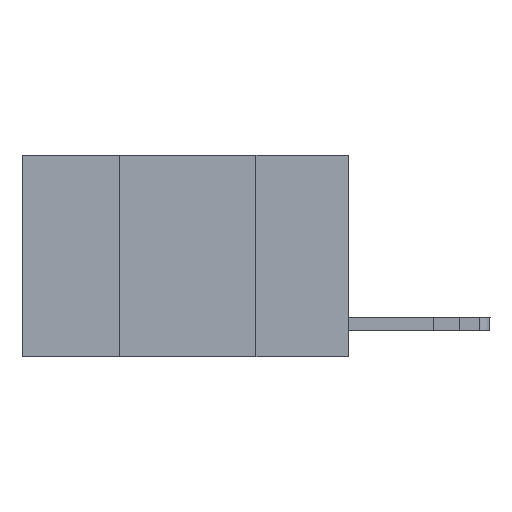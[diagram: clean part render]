
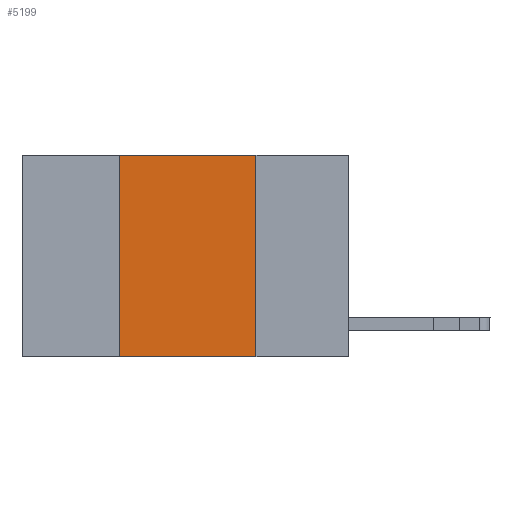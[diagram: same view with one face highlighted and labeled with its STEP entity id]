
A CAD part, left-side view. The second image highlights one B-rep face of the part: STEP entity #5199.
In plain terms, the highlighted planar face has unit normal (-1, 0, 0).
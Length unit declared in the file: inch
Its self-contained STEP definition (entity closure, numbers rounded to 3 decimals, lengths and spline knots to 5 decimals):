
#13 = VERTEX_POINT ( 'NONE', #9358 ) ;
#30 = DIRECTION ( 'NONE',  ( 0., -1., 0. ) ) ;
#552 = DIRECTION ( 'NONE',  ( 0., -1., 0. ) ) ;
#618 = AXIS2_PLACEMENT_3D ( 'NONE', #8030, #20640, #9818 ) ;
#831 = EDGE_LOOP ( 'NONE', ( #20756, #4920, #8334, #16813 ) ) ;
#1991 = VERTEX_POINT ( 'NONE', #13379 ) ;
#4025 = LINE ( 'NONE', #4100, #8305 ) ;
#4100 = CARTESIAN_POINT ( 'NONE',  ( 0., 0.6, 0. ) ) ;
#4920 = ORIENTED_EDGE ( 'NONE', *, *, #15990, .F. ) ;
#5199 = ADVANCED_FACE ( 'NONE', ( #9655 ), #17020, .F. ) ;
#5731 = VECTOR ( 'NONE', #17216, 39.37008 ) ;
#5833 = VERTEX_POINT ( 'NONE', #15414 ) ;
#5995 = DIRECTION ( 'NONE',  ( 0., 0., -1. ) ) ;
#7834 = CARTESIAN_POINT ( 'NONE',  ( 0., 0.17, 0. ) ) ;
#8030 = CARTESIAN_POINT ( 'NONE',  ( 0., 0.6, 0. ) ) ;
#8305 = VECTOR ( 'NONE', #552, 39.37008 ) ;
#8334 = ORIENTED_EDGE ( 'NONE', *, *, #12701, .F. ) ;
#8986 = VERTEX_POINT ( 'NONE', #15589 ) ;
#9358 = CARTESIAN_POINT ( 'NONE',  ( 0., 0.42, -0.37 ) ) ;
#9516 = LINE ( 'NONE', #7834, #14082 ) ;
#9655 = FACE_OUTER_BOUND ( 'NONE', #831, .T. ) ;
#9818 = DIRECTION ( 'NONE',  ( 0., 0., -1. ) ) ;
#11305 = VECTOR ( 'NONE', #30, 39.37008 ) ;
#12701 = EDGE_CURVE ( 'NONE', #13, #5833, #20145, .T. ) ;
#13379 = CARTESIAN_POINT ( 'NONE',  ( 0., 0.17, 0. ) ) ;
#14082 = VECTOR ( 'NONE', #5995, 39.37008 ) ;
#15414 = CARTESIAN_POINT ( 'NONE',  ( 0., 0.42, 0. ) ) ;
#15589 = CARTESIAN_POINT ( 'NONE',  ( 0., 0.17, -0.37 ) ) ;
#15990 = EDGE_CURVE ( 'NONE', #5833, #1991, #4025, .T. ) ;
#16141 = LINE ( 'NONE', #18034, #11305 ) ;
#16813 = ORIENTED_EDGE ( 'NONE', *, *, #21374, .T. ) ;
#17020 = PLANE ( 'NONE',  #618 ) ;
#17216 = DIRECTION ( 'NONE',  ( 0., 0., 1. ) ) ;
#18034 = CARTESIAN_POINT ( 'NONE',  ( 0., 0.6, -0.37 ) ) ;
#19048 = EDGE_CURVE ( 'NONE', #1991, #8986, #9516, .T. ) ;
#20145 = LINE ( 'NONE', #22586, #5731 ) ;
#20640 = DIRECTION ( 'NONE',  ( 1., 0., 0. ) ) ;
#20756 = ORIENTED_EDGE ( 'NONE', *, *, #19048, .F. ) ;
#21374 = EDGE_CURVE ( 'NONE', #13, #8986, #16141, .T. ) ;
#22586 = CARTESIAN_POINT ( 'NONE',  ( 0., 0.42, 0. ) ) ;
